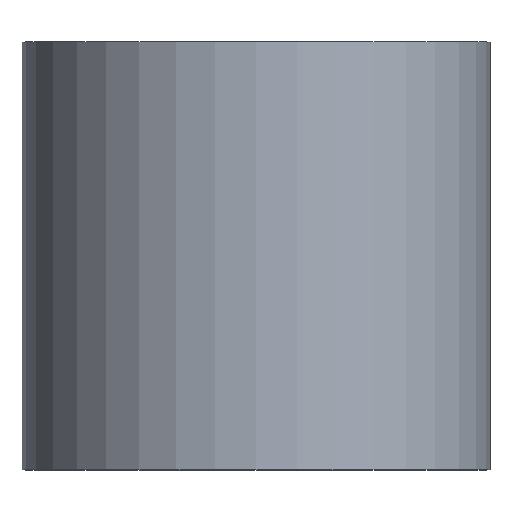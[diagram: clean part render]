
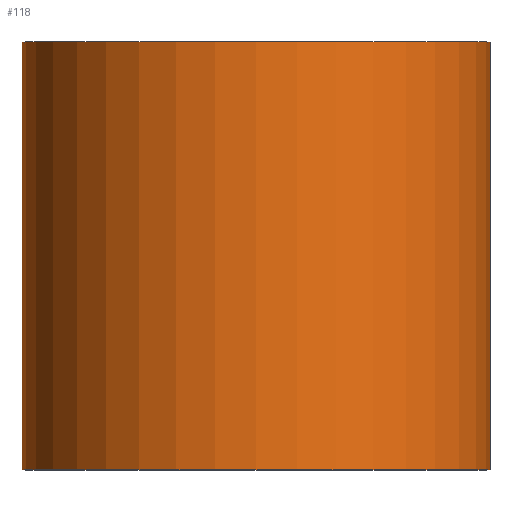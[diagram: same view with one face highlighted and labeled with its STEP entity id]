
A CAD part, top view. The second image highlights one B-rep face of the part: STEP entity #118.
In plain terms, the highlighted cylindrical face has radius 1.778 mm (diameter 3.556 mm), a partial arc.
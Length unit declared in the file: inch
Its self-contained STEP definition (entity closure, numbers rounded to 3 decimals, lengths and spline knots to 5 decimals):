
#6=CARTESIAN_POINT('',(0.,0.,0.));
#7=DIRECTION('',(0.,1.,0.));
#8=DIRECTION('',(-1.,0.,0.));
#9=AXIS2_PLACEMENT_3D('',#6,#7,#8);
#21=DIRECTION('',(0.,1.,0.));
#22=VECTOR('',#21,0.128);
#23=CARTESIAN_POINT('',(0.07,0.,0.));
#24=LINE('',#23,#22);
#25=DIRECTION('',(0.,1.,0.));
#26=VECTOR('',#25,0.128);
#27=CARTESIAN_POINT('',(-0.07,0.,0.));
#28=LINE('',#27,#26);
#34=CARTESIAN_POINT('',(0.,0.128,0.));
#35=DIRECTION('',(0.,1.,0.));
#36=DIRECTION('',(-1.,0.,0.));
#37=AXIS2_PLACEMENT_3D('',#34,#35,#36);
#57=CARTESIAN_POINT('',(0.07,0.,0.));
#58=CARTESIAN_POINT('',(-0.07,0.,0.));
#59=VERTEX_POINT('',#57);
#60=VERTEX_POINT('',#58);
#65=CARTESIAN_POINT('',(0.07,0.128,0.));
#66=CARTESIAN_POINT('',(-0.07,0.128,0.));
#67=VERTEX_POINT('',#65);
#68=VERTEX_POINT('',#66);
#106=CARTESIAN_POINT('',(0.,0.,0.));
#107=DIRECTION('',(0.,1.,0.));
#108=DIRECTION('',(1.,0.,0.));
#109=AXIS2_PLACEMENT_3D('',#106,#107,#108);
#110=CYLINDRICAL_SURFACE('',#109,0.07);
#111=ORIENTED_EDGE('',*,*,#80,.F.);
#112=ORIENTED_EDGE('',*,*,#101,.T.);
#114=ORIENTED_EDGE('',*,*,#113,.T.);
#115=ORIENTED_EDGE('',*,*,#97,.F.);
#116=EDGE_LOOP('',(#111,#112,#114,#115));
#117=FACE_OUTER_BOUND('',#116,.F.);
#10=CIRCLE('',#9,0.07);
#38=CIRCLE('',#37,0.07);
#80=EDGE_CURVE('',#60,#59,#10,.T.);
#97=EDGE_CURVE('',#59,#67,#24,.T.);
#101=EDGE_CURVE('',#60,#68,#28,.T.);
#113=EDGE_CURVE('',#68,#67,#38,.T.);
#118=ADVANCED_FACE('',(#117),#110,.T.);
